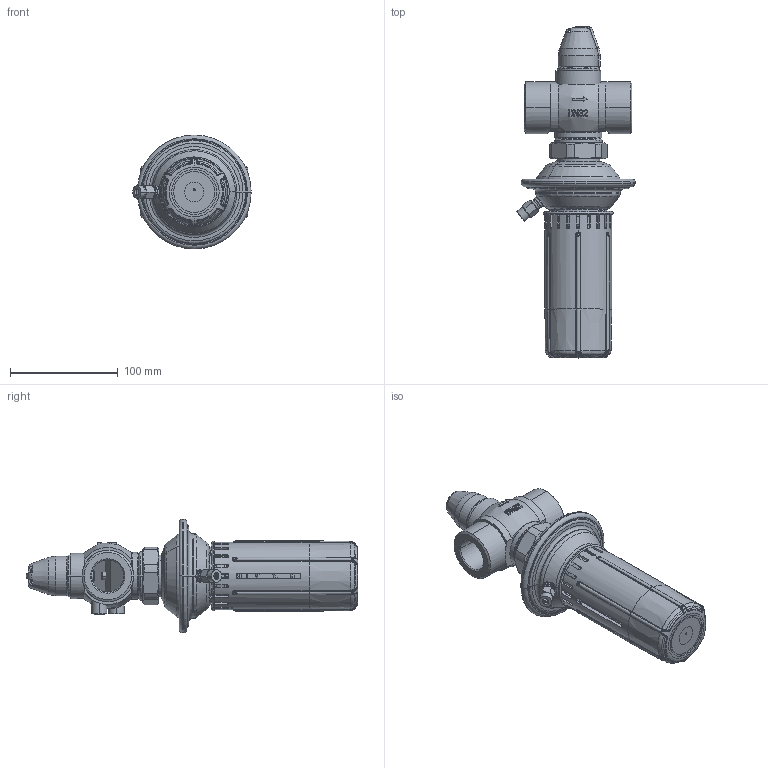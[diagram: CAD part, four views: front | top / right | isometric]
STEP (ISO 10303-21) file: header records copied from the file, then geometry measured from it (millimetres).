
FILE_DESCRIPTION((''),'2;1');
FILE_NAME('003H6398','2015-03-06T',('u317927'),('Danfoss'),'PRO/ENGINEER BY PARAMETRIC TECHNOLOGY CORPORATION, 2014000','PRO/ENGINEER BY PARAMETRIC TECHNOLOGY CORPORATION, 2014000','');
FILE_SCHEMA(('CONFIG_CONTROL_DESIGN'));
Products named in the file (1): 003H6398
Bounding box: 110.13 x 308.81 x 106 mm (x, y, z)
Volume: 411883.1 mm3; surface area: 232737.6 mm2
Topology: 2 solids, 2 shells, 2966 faces, 7895 edges, 4923 vertices
Faces by surface type: plane 1077, cylinder 662, bspline 534, cone 388, torus 287, sphere 12, extrusion 6
Entity records: 147742 total; most frequent: CARTESIAN_POINT 79362, ORIENTED_EDGE 15742, DIRECTION 12442, EDGE_CURVE 7871, VERTEX_POINT 4923, AXIS2_PLACEMENT_3D 4914, EDGE_LOOP 3128, FACE_OUTER_BOUND 2966
